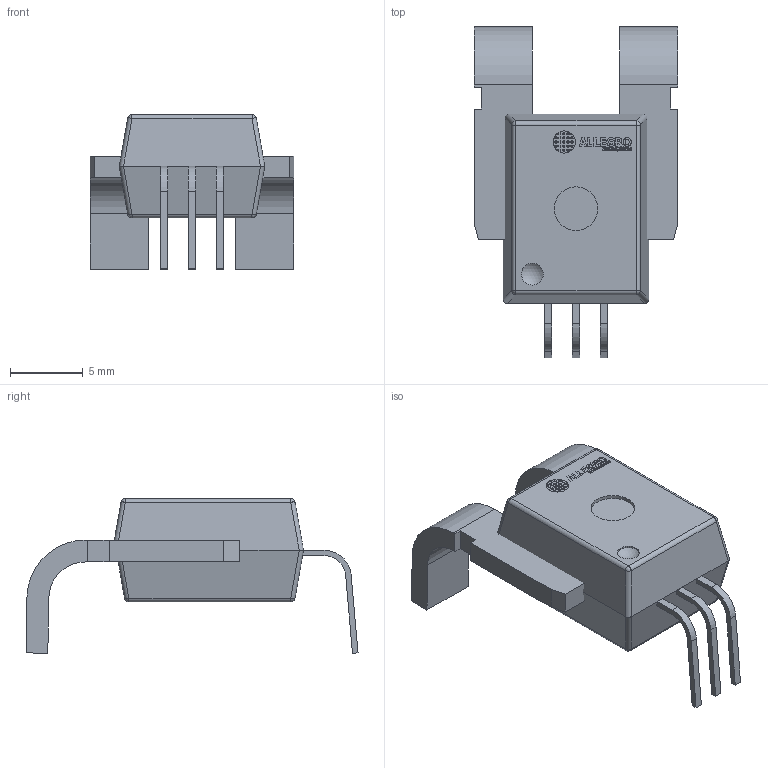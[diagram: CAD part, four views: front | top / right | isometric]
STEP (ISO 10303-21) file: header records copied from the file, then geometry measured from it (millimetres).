
FILE_DESCRIPTION(/* description */ (''),/* implementation_level */ '2;1');
FILE_NAME(/* name */ '1.stp',/* time_stamp */ '2021-04-01T13:47:01+02:00',/* author */ ('Karim'),/* organization */ (''),/* preprocessor_version */ 'ST-DEVELOPER v15.6',/* originating_system */ 'Autodesk Inventor 2015',/* authorisation */ '');
FILE_SCHEMA (('AUTOMOTIVE_DESIGN { 1 0 10303 214 3 1 1 }'));
Length unit declared in the file: millimetre
Products named in the file (5): 3; 2; 1; Allegro Logo Yury
Bounding box: 14 x 22.82 x 10.63 mm (x, y, z)
Volume: 1025.6 mm3; surface area: 985 mm2
Topology: 58 solids, 58 shells, 611 faces, 1448 edges, 956 vertices
Faces by surface type: plane 406, bspline 151, cylinder 45, sphere 9
Full cylindrical faces by diameter (mm): 1.5 x1, 3 x2
Entity records: 18286 total; most frequent: CARTESIAN_POINT 5002, ORIENTED_EDGE 2890, DIRECTION 2167, EDGE_CURVE 1445, LINE 1053, VECTOR 1053, VERTEX_POINT 956, EDGE_LOOP 627
